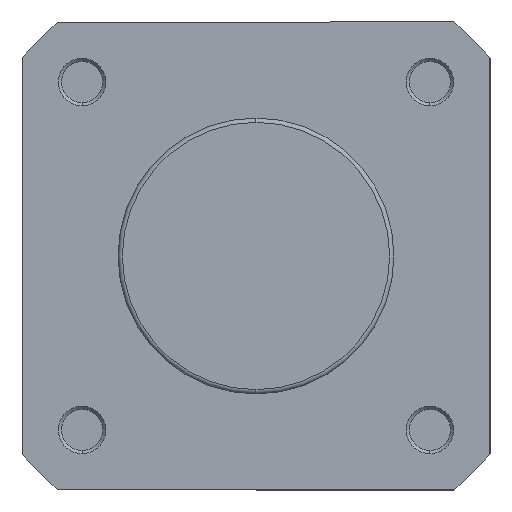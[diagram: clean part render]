
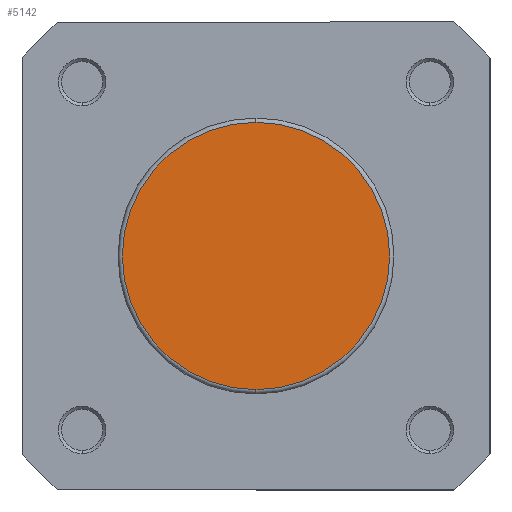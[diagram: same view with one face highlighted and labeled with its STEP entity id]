
A CAD part, left-side view. The second image highlights one B-rep face of the part: STEP entity #5142.
In plain terms, the highlighted planar face has unit normal (-1, 0, 0).
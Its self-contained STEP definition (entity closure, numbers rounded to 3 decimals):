
#355 = CARTESIAN_POINT ( 'NONE',  ( 0., 0., -21.7 ) ) ;
#380 = CARTESIAN_POINT ( 'NONE',  ( 0., 0., 21.7 ) ) ;
#419 = VERTEX_POINT ( 'NONE', #355 ) ;
#473 = VERTEX_POINT ( 'NONE', #380 ) ;
#1063 = FACE_OUTER_BOUND ( 'NONE', #5641, .T. ) ;
#1278 = DIRECTION ( 'NONE',  ( 0., 0., -1. ) ) ;
#1319 = PLANE ( 'NONE',  #6105 ) ;
#1461 = CARTESIAN_POINT ( 'NONE',  ( 0., 22.4, 0. ) ) ;
#1896 = DIRECTION ( 'NONE',  ( 1., 0., 0. ) ) ;
#2435 = CIRCLE ( 'NONE', #6233, 21.7 ) ;
#2591 = CARTESIAN_POINT ( 'NONE',  ( 0., 0., 0. ) ) ;
#2699 = DIRECTION ( 'NONE',  ( -1., 0., 0. ) ) ;
#2703 = DIRECTION ( 'NONE',  ( 0., 0., -1. ) ) ;
#3097 = ORIENTED_EDGE ( 'NONE', *, *, #5350, .T. ) ;
#4086 = CIRCLE ( 'NONE', #6330, 21.7 ) ;
#4451 = ORIENTED_EDGE ( 'NONE', *, *, #5917, .T. ) ;
#4826 = DIRECTION ( 'NONE',  ( -1., 0., 0. ) ) ;
#4982 = CARTESIAN_POINT ( 'NONE',  ( 0., 0., 0. ) ) ;
#5065 = DIRECTION ( 'NONE',  ( 0., 0., -1. ) ) ;
#5142 = ADVANCED_FACE ( 'NONE', ( #1063 ), #1319, .F. ) ;
#5350 = EDGE_CURVE ( 'NONE', #473, #419, #4086, .T. ) ;
#5641 = EDGE_LOOP ( 'NONE', ( #4451, #3097 ) ) ;
#5917 = EDGE_CURVE ( 'NONE', #419, #473, #2435, .T. ) ;
#6105 = AXIS2_PLACEMENT_3D ( 'NONE', #1461, #1896, #1278 ) ;
#6233 = AXIS2_PLACEMENT_3D ( 'NONE', #2591, #2699, #2703 ) ;
#6330 = AXIS2_PLACEMENT_3D ( 'NONE', #4982, #4826, #5065 ) ;
